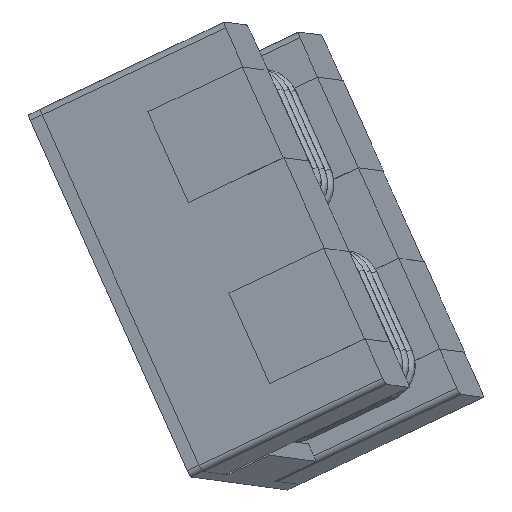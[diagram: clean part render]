
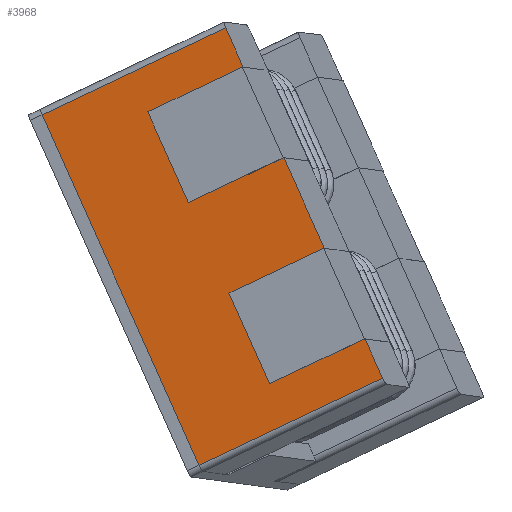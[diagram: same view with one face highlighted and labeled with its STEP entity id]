
A CAD part, left-side view. The second image highlights one B-rep face of the part: STEP entity #3968.
In plain terms, the highlighted face is planar.
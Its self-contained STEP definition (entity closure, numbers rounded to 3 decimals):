
#293 = EDGE_LOOP ( 'NONE', ( #9358, #6344, #3970, #3476, #3781, #8546, #767, #4976, #4136, #1056, #1545, #4739 ) ) ;
#451 = CARTESIAN_POINT ( 'NONE',  ( -3.5, 0., 0. ) ) ;
#512 = VERTEX_POINT ( 'NONE', #925 ) ;
#554 = LINE ( 'NONE', #451, #7054 ) ;
#621 = VERTEX_POINT ( 'NONE', #6232 ) ;
#662 = VECTOR ( 'NONE', #1801, 1000. ) ;
#694 = CARTESIAN_POINT ( 'NONE',  ( -3.5, 0.6, 0.75 ) ) ;
#707 = VECTOR ( 'NONE', #10258, 1000. ) ;
#708 = CARTESIAN_POINT ( 'NONE',  ( -3.5, 0., 0. ) ) ;
#748 = EDGE_CURVE ( 'NONE', #512, #621, #2339, .T. ) ;
#754 = DIRECTION ( 'NONE',  ( 0., 0., -1. ) ) ;
#767 = ORIENTED_EDGE ( 'NONE', *, *, #1104, .T. ) ;
#925 = CARTESIAN_POINT ( 'NONE',  ( -3.5, 0., -2.25 ) ) ;
#983 = VECTOR ( 'NONE', #10211, 1000. ) ;
#988 = VECTOR ( 'NONE', #2121, 1000. ) ;
#1056 = ORIENTED_EDGE ( 'NONE', *, *, #4030, .F. ) ;
#1061 = DIRECTION ( 'NONE',  ( 0., 0., -1. ) ) ;
#1102 = DIRECTION ( 'NONE',  ( 1., 0., 0. ) ) ;
#1104 = EDGE_CURVE ( 'NONE', #8601, #7300, #9566, .T. ) ;
#1320 = PLANE ( 'NONE',  #3818 ) ;
#1481 = VECTOR ( 'NONE', #5729, 1000. ) ;
#1484 = VECTOR ( 'NONE', #1544, 1000. ) ;
#1544 = DIRECTION ( 'NONE',  ( 0., 0., -1. ) ) ;
#1545 = ORIENTED_EDGE ( 'NONE', *, *, #2292, .T. ) ;
#1699 = VERTEX_POINT ( 'NONE', #6894 ) ;
#1757 = LINE ( 'NONE', #6013, #2045 ) ;
#1760 = LINE ( 'NONE', #708, #1484 ) ;
#1766 = CARTESIAN_POINT ( 'NONE',  ( -3.5, 3.1, 3. ) ) ;
#1788 = VECTOR ( 'NONE', #1860, 1000. ) ;
#1801 = DIRECTION ( 'NONE',  ( 0., 1., 0. ) ) ;
#1860 = DIRECTION ( 'NONE',  ( 0., 1., 0. ) ) ;
#2045 = VECTOR ( 'NONE', #5865, 1000. ) ;
#2111 = CARTESIAN_POINT ( 'NONE',  ( -3.5, 0.6, -0.75 ) ) ;
#2121 = DIRECTION ( 'NONE',  ( 0., 1., 0. ) ) ;
#2133 = CARTESIAN_POINT ( 'NONE',  ( -3.5, 3.1, -2.9 ) ) ;
#2292 = EDGE_CURVE ( 'NONE', #2481, #10197, #1757, .T. ) ;
#2307 = EDGE_CURVE ( 'NONE', #6632, #1699, #3757, .T. ) ;
#2339 = LINE ( 'NONE', #4264, #1788 ) ;
#2481 = VERTEX_POINT ( 'NONE', #10726 ) ;
#2570 = DIRECTION ( 'NONE',  ( 0., -1., 0. ) ) ;
#3246 = EDGE_CURVE ( 'NONE', #3758, #8657, #9153, .T. ) ;
#3289 = CARTESIAN_POINT ( 'NONE',  ( -3.5, 3.1, 2.9 ) ) ;
#3328 = LINE ( 'NONE', #4920, #9508 ) ;
#3411 = CARTESIAN_POINT ( 'NONE',  ( -3.5, 0.6, -0.75 ) ) ;
#3476 = ORIENTED_EDGE ( 'NONE', *, *, #7875, .F. ) ;
#3644 = EDGE_CURVE ( 'NONE', #6632, #8657, #9945, .T. ) ;
#3757 = LINE ( 'NONE', #6311, #1481 ) ;
#3758 = VERTEX_POINT ( 'NONE', #8161 ) ;
#3781 = ORIENTED_EDGE ( 'NONE', *, *, #748, .T. ) ;
#3818 = AXIS2_PLACEMENT_3D ( 'NONE', #1766, #1102, #1061 ) ;
#3968 = ADVANCED_FACE ( 'NONE', ( #10205 ), #1320, .F. ) ;
#3970 = ORIENTED_EDGE ( 'NONE', *, *, #3246, .F. ) ;
#4030 = EDGE_CURVE ( 'NONE', #2481, #8273, #5500, .T. ) ;
#4038 = DIRECTION ( 'NONE',  ( 0., 0., 1. ) ) ;
#4136 = ORIENTED_EDGE ( 'NONE', *, *, #5712, .T. ) ;
#4264 = CARTESIAN_POINT ( 'NONE',  ( -3.5, 0.6, -2.25 ) ) ;
#4739 = ORIENTED_EDGE ( 'NONE', *, *, #8178, .F. ) ;
#4920 = CARTESIAN_POINT ( 'NONE',  ( -3.5, 0.6, 0. ) ) ;
#4976 = ORIENTED_EDGE ( 'NONE', *, *, #8281, .F. ) ;
#5500 = LINE ( 'NONE', #10425, #707 ) ;
#5567 = EDGE_CURVE ( 'NONE', #621, #8601, #3328, .T. ) ;
#5712 = EDGE_CURVE ( 'NONE', #7404, #8273, #9893, .T. ) ;
#5729 = DIRECTION ( 'NONE',  ( 0., -1., 0. ) ) ;
#5865 = DIRECTION ( 'NONE',  ( 0., -1., 0. ) ) ;
#5985 = LINE ( 'NONE', #10006, #10460 ) ;
#6013 = CARTESIAN_POINT ( 'NONE',  ( -3.5, 0.6, 2.25 ) ) ;
#6098 = CARTESIAN_POINT ( 'NONE',  ( -3.5, 0.6, 0.75 ) ) ;
#6232 = CARTESIAN_POINT ( 'NONE',  ( -3.5, 0.6, -2.25 ) ) ;
#6311 = CARTESIAN_POINT ( 'NONE',  ( -3.5, 3.1, 2.9 ) ) ;
#6344 = ORIENTED_EDGE ( 'NONE', *, *, #3644, .T. ) ;
#6405 = DIRECTION ( 'NONE',  ( 0., 0., -1. ) ) ;
#6632 = VERTEX_POINT ( 'NONE', #3289 ) ;
#6735 = CARTESIAN_POINT ( 'NONE',  ( -3.5, 0., 2.25 ) ) ;
#6894 = CARTESIAN_POINT ( 'NONE',  ( -3.5, 0., 2.9 ) ) ;
#7054 = VECTOR ( 'NONE', #6405, 1000. ) ;
#7300 = VERTEX_POINT ( 'NONE', #10450 ) ;
#7337 = VECTOR ( 'NONE', #2570, 1000. ) ;
#7404 = VERTEX_POINT ( 'NONE', #8905 ) ;
#7875 = EDGE_CURVE ( 'NONE', #512, #3758, #1760, .T. ) ;
#8059 = CARTESIAN_POINT ( 'NONE',  ( -3.5, 3.1, -2.9 ) ) ;
#8161 = CARTESIAN_POINT ( 'NONE',  ( -3.5, 0., -2.9 ) ) ;
#8178 = EDGE_CURVE ( 'NONE', #1699, #10197, #554, .T. ) ;
#8273 = VERTEX_POINT ( 'NONE', #694 ) ;
#8281 = EDGE_CURVE ( 'NONE', #7404, #7300, #5985, .T. ) ;
#8546 = ORIENTED_EDGE ( 'NONE', *, *, #5567, .T. ) ;
#8601 = VERTEX_POINT ( 'NONE', #2111 ) ;
#8657 = VERTEX_POINT ( 'NONE', #8059 ) ;
#8905 = CARTESIAN_POINT ( 'NONE',  ( -3.5, 0., 0.75 ) ) ;
#9153 = LINE ( 'NONE', #2133, #988 ) ;
#9358 = ORIENTED_EDGE ( 'NONE', *, *, #2307, .F. ) ;
#9508 = VECTOR ( 'NONE', #4038, 1000. ) ;
#9566 = LINE ( 'NONE', #3411, #7337 ) ;
#9893 = LINE ( 'NONE', #6098, #662 ) ;
#9945 = LINE ( 'NONE', #10245, #983 ) ;
#10006 = CARTESIAN_POINT ( 'NONE',  ( -3.5, 0., 0. ) ) ;
#10197 = VERTEX_POINT ( 'NONE', #6735 ) ;
#10205 = FACE_OUTER_BOUND ( 'NONE', #293, .T. ) ;
#10211 = DIRECTION ( 'NONE',  ( 0., 0., -1. ) ) ;
#10245 = CARTESIAN_POINT ( 'NONE',  ( -3.5, 3.1, 0. ) ) ;
#10258 = DIRECTION ( 'NONE',  ( 0., 0., -1. ) ) ;
#10425 = CARTESIAN_POINT ( 'NONE',  ( -3.5, 0.6, 0. ) ) ;
#10450 = CARTESIAN_POINT ( 'NONE',  ( -3.5, 0., -0.75 ) ) ;
#10460 = VECTOR ( 'NONE', #754, 1000. ) ;
#10726 = CARTESIAN_POINT ( 'NONE',  ( -3.5, 0.6, 2.25 ) ) ;
